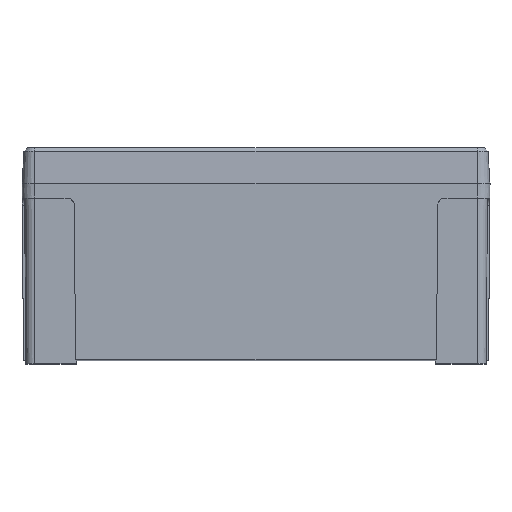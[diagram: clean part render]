
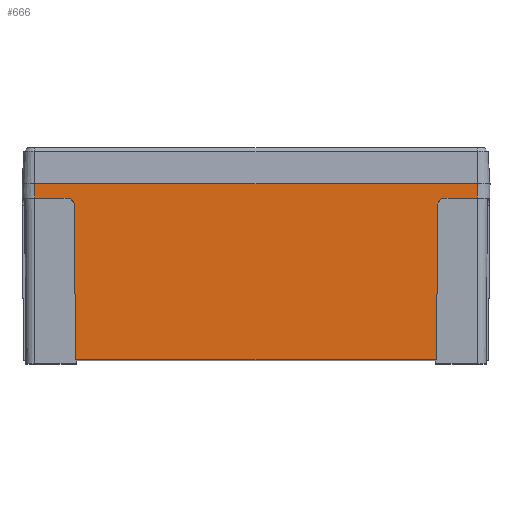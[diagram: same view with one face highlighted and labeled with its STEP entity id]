
A CAD part, top view. The second image highlights one B-rep face of the part: STEP entity #666.
In plain terms, the highlighted planar face has unit normal (0, -0.009, 1).
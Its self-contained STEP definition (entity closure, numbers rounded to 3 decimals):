
#384 = PLANE ( 'NONE',  #5388 ) ;
#666 = ADVANCED_FACE ( 'NONE', ( #1231 ), #384, .T. ) ;
#821 = CARTESIAN_POINT ( 'NONE',  ( -61.55, -4., 65.015 ) ) ;
#857 = VERTEX_POINT ( 'NONE', #5168 ) ;
#930 = CARTESIAN_POINT ( 'NONE',  ( -52.533, -4., 65.015 ) ) ;
#1065 = ORIENTED_EDGE ( 'NONE', *, *, #2600, .F. ) ;
#1207 = ORIENTED_EDGE ( 'NONE', *, *, #5279, .T. ) ;
#1231 = FACE_OUTER_BOUND ( 'NONE', #8242, .T. ) ;
#1340 = ORIENTED_EDGE ( 'NONE', *, *, #10293, .F. ) ;
#1432 = CARTESIAN_POINT ( 'NONE',  ( -50.586, 0.096, 65.051 ) ) ;
#1647 = VECTOR ( 'NONE', #1938, 1000. ) ;
#1719 = VERTEX_POINT ( 'NONE', #9258 ) ;
#1752 = CARTESIAN_POINT ( 'NONE',  ( 61.55, -4., 65.015 ) ) ;
#1891 = VECTOR ( 'NONE', #4424, 1000. ) ;
#1938 = DIRECTION ( 'NONE',  ( -0.009, -1., -0.009 ) ) ;
#2109 = ORIENTED_EDGE ( 'NONE', *, *, #7313, .F. ) ;
#2268 = VERTEX_POINT ( 'NONE', #6769 ) ;
#2269 = CARTESIAN_POINT ( 'NONE',  ( -50.543, -4.819, 65.008 ) ) ;
#2533 = VECTOR ( 'NONE', #2634, 1000. ) ;
#2549 =( BOUNDED_CURVE ( )  B_SPLINE_CURVE ( 3, ( #11628, #7062, #6216, #9778 ),
 .UNSPECIFIED., .F., .F. ) 
 B_SPLINE_CURVE_WITH_KNOTS ( ( 4, 4 ),
 ( 1.58, 3.142 ),
 .UNSPECIFIED. ) 
 CURVE ( )  GEOMETRIC_REPRESENTATION_ITEM ( )  RATIONAL_B_SPLINE_CURVE ( ( 1., 0.807, 0.807, 1. ) ) 
 REPRESENTATION_ITEM ( '' )  );
#2600 = EDGE_CURVE ( 'NONE', #11087, #9696, #9710, .T. ) ;
#2634 = DIRECTION ( 'NONE',  ( -1., 0., 0. ) ) ;
#3114 = CARTESIAN_POINT ( 'NONE',  ( -61.55, 0., 65.05 ) ) ;
#3154 = VERTEX_POINT ( 'NONE', #1752 ) ;
#3167 = CARTESIAN_POINT ( 'NONE',  ( -52.533, -4., 65.015 ) ) ;
#3266 = CARTESIAN_POINT ( 'NONE',  ( -61.55, -49., 64.622 ) ) ;
#3440 = LINE ( 'NONE', #5366, #1891 ) ;
#3591 = VECTOR ( 'NONE', #7117, 1000. ) ;
#3665 = DIRECTION ( 'NONE',  ( 0., 1., 0.009 ) ) ;
#3786 = EDGE_CURVE ( 'NONE', #6498, #9696, #6643, .T. ) ;
#3819 = EDGE_CURVE ( 'NONE', #4870, #8258, #8556, .T. ) ;
#4079 = DIRECTION ( 'NONE',  ( 0., -0.009, 1. ) ) ;
#4123 = EDGE_CURVE ( 'NONE', #3154, #8258, #3440, .T. ) ;
#4138 = DIRECTION ( 'NONE',  ( 0., -1., -0.009 ) ) ;
#4424 = DIRECTION ( 'NONE',  ( 0., 1., 0.009 ) ) ;
#4694 = CARTESIAN_POINT ( 'NONE',  ( -61.55, -4., 65.015 ) ) ;
#4714 = ORIENTED_EDGE ( 'NONE', *, *, #9340, .T. ) ;
#4870 = VERTEX_POINT ( 'NONE', #8313 ) ;
#5035 = CARTESIAN_POINT ( 'NONE',  ( -61.55, 0., 65.05 ) ) ;
#5168 = CARTESIAN_POINT ( 'NONE',  ( 52.533, -4., 65.015 ) ) ;
#5279 = EDGE_CURVE ( 'NONE', #1719, #857, #2549, .T. ) ;
#5366 = CARTESIAN_POINT ( 'NONE',  ( 61.55, 0., 65.05 ) ) ;
#5388 = AXIS2_PLACEMENT_3D ( 'NONE', #5035, #4079, #4138 ) ;
#5549 = LINE ( 'NONE', #11921, #1647 ) ;
#5552 = VECTOR ( 'NONE', #6223, 1000. ) ;
#5613 = VERTEX_POINT ( 'NONE', #8011 ) ;
#5696 = DIRECTION ( 'NONE',  ( 1., 0., 0. ) ) ;
#5804 = VECTOR ( 'NONE', #3665, 1000. ) ;
#6007 = VECTOR ( 'NONE', #11962, 1000. ) ;
#6216 = CARTESIAN_POINT ( 'NONE',  ( 51.369, -4., 65.015 ) ) ;
#6223 = DIRECTION ( 'NONE',  ( 1., 0., 0. ) ) ;
#6444 = CARTESIAN_POINT ( 'NONE',  ( -61.55, 0., 65.05 ) ) ;
#6498 = VERTEX_POINT ( 'NONE', #930 ) ;
#6643 =( BOUNDED_CURVE ( )  B_SPLINE_CURVE ( 3, ( #3167, #10439, #2269, #6745 ),
 .UNSPECIFIED., .F., .F. ) 
 B_SPLINE_CURVE_WITH_KNOTS ( ( 4, 4 ),
 ( 3.142, 4.704 ),
 .UNSPECIFIED. ) 
 CURVE ( )  GEOMETRIC_REPRESENTATION_ITEM ( )  RATIONAL_B_SPLINE_CURVE ( ( 1., 0.807, 0.807, 1. ) ) 
 REPRESENTATION_ITEM ( '' )  );
#6745 = CARTESIAN_POINT ( 'NONE',  ( -50.533, -5.983, 64.998 ) ) ;
#6769 = CARTESIAN_POINT ( 'NONE',  ( 50.157, -49., 64.622 ) ) ;
#7062 = CARTESIAN_POINT ( 'NONE',  ( 50.543, -4.819, 65.008 ) ) ;
#7117 = DIRECTION ( 'NONE',  ( -0.009, 1., 0.009 ) ) ;
#7313 = EDGE_CURVE ( 'NONE', #1719, #2268, #5549, .T. ) ;
#7529 = ORIENTED_EDGE ( 'NONE', *, *, #11826, .T. ) ;
#8011 = CARTESIAN_POINT ( 'NONE',  ( -61.55, -4., 65.015 ) ) ;
#8237 = ORIENTED_EDGE ( 'NONE', *, *, #3786, .T. ) ;
#8242 = EDGE_LOOP ( 'NONE', ( #2109, #1207, #10706, #8948, #11382, #1340, #4714, #8237, #1065, #7529 ) ) ;
#8258 = VERTEX_POINT ( 'NONE', #11576 ) ;
#8261 = LINE ( 'NONE', #4694, #6007 ) ;
#8313 = CARTESIAN_POINT ( 'NONE',  ( -61.55, 0., 65.05 ) ) ;
#8556 = LINE ( 'NONE', #3114, #10973 ) ;
#8948 = ORIENTED_EDGE ( 'NONE', *, *, #4123, .T. ) ;
#9136 = CARTESIAN_POINT ( 'NONE',  ( -50.157, -49., 64.622 ) ) ;
#9258 = CARTESIAN_POINT ( 'NONE',  ( 50.533, -5.983, 64.998 ) ) ;
#9340 = EDGE_CURVE ( 'NONE', #5613, #6498, #8261, .T. ) ;
#9434 = EDGE_CURVE ( 'NONE', #3154, #857, #10934, .T. ) ;
#9696 = VERTEX_POINT ( 'NONE', #11719 ) ;
#9710 = LINE ( 'NONE', #1432, #3591 ) ;
#9778 = CARTESIAN_POINT ( 'NONE',  ( 52.533, -4., 65.015 ) ) ;
#10293 = EDGE_CURVE ( 'NONE', #5613, #4870, #11848, .T. ) ;
#10439 = CARTESIAN_POINT ( 'NONE',  ( -51.369, -4., 65.015 ) ) ;
#10706 = ORIENTED_EDGE ( 'NONE', *, *, #9434, .F. ) ;
#10834 = LINE ( 'NONE', #3266, #5552 ) ;
#10934 = LINE ( 'NONE', #821, #2533 ) ;
#10973 = VECTOR ( 'NONE', #5696, 1000. ) ;
#11087 = VERTEX_POINT ( 'NONE', #9136 ) ;
#11382 = ORIENTED_EDGE ( 'NONE', *, *, #3819, .F. ) ;
#11576 = CARTESIAN_POINT ( 'NONE',  ( 61.55, 0., 65.05 ) ) ;
#11628 = CARTESIAN_POINT ( 'NONE',  ( 50.533, -5.983, 64.998 ) ) ;
#11719 = CARTESIAN_POINT ( 'NONE',  ( -50.533, -5.983, 64.998 ) ) ;
#11826 = EDGE_CURVE ( 'NONE', #11087, #2268, #10834, .T. ) ;
#11848 = LINE ( 'NONE', #6444, #5804 ) ;
#11921 = CARTESIAN_POINT ( 'NONE',  ( 50.576, -0.978, 65.041 ) ) ;
#11962 = DIRECTION ( 'NONE',  ( 1., 0., 0. ) ) ;
